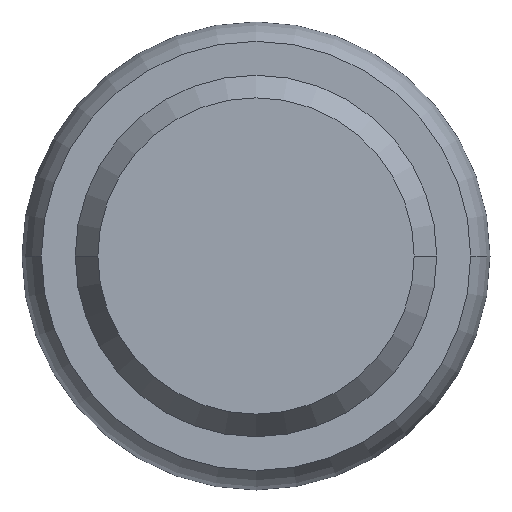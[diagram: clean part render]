
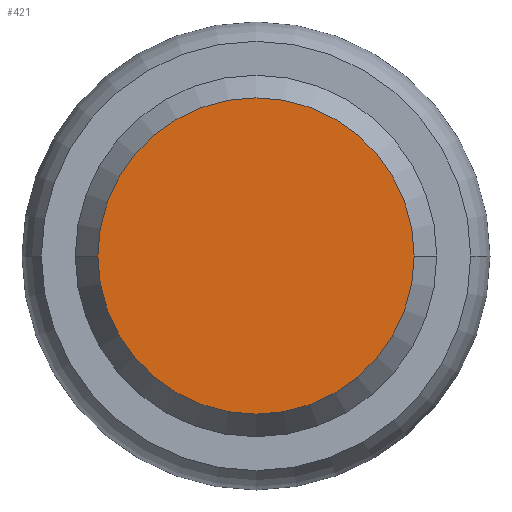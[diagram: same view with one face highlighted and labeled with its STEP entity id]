
A CAD part, left-side view. The second image highlights one B-rep face of the part: STEP entity #421.
In plain terms, the highlighted planar face has unit normal (-1, 0, 0).
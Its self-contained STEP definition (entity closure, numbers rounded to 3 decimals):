
#145=CARTESIAN_POINT('',(-34.5,0.,0.));
#146=DIRECTION('',(-1.,0.,0.));
#147=DIRECTION('',(0.,1.,0.));
#148=AXIS2_PLACEMENT_3D('',#145,#146,#147);
#150=CARTESIAN_POINT('',(-34.5,0.,0.));
#151=DIRECTION('',(1.,0.,0.));
#152=DIRECTION('',(0.,1.,0.));
#153=AXIS2_PLACEMENT_3D('',#150,#151,#152);
#164=CARTESIAN_POINT('',(-34.5,56.,0.));
#166=VERTEX_POINT('',#164);
#180=CARTESIAN_POINT('',(-34.5,-56.,0.));
#182=VERTEX_POINT('',#180);
#412=CARTESIAN_POINT('',(-34.5,0.,0.));
#413=DIRECTION('',(1.,0.,0.));
#414=DIRECTION('',(0.,-1.,0.));
#415=AXIS2_PLACEMENT_3D('',#412,#413,#414);
#416=PLANE('',#415);
#417=ORIENTED_EDGE('',*,*,#405,.F.);
#418=ORIENTED_EDGE('',*,*,#394,.T.);
#419=EDGE_LOOP('',(#417,#418));
#420=FACE_OUTER_BOUND('',#419,.F.);
#421=ADVANCED_FACE('',(#420),#416,.F.);
#149=CIRCLE('',#148,56.);
#154=CIRCLE('',#153,56.);
#394=EDGE_CURVE('',#166,#182,#154,.T.);
#405=EDGE_CURVE('',#166,#182,#149,.T.);
